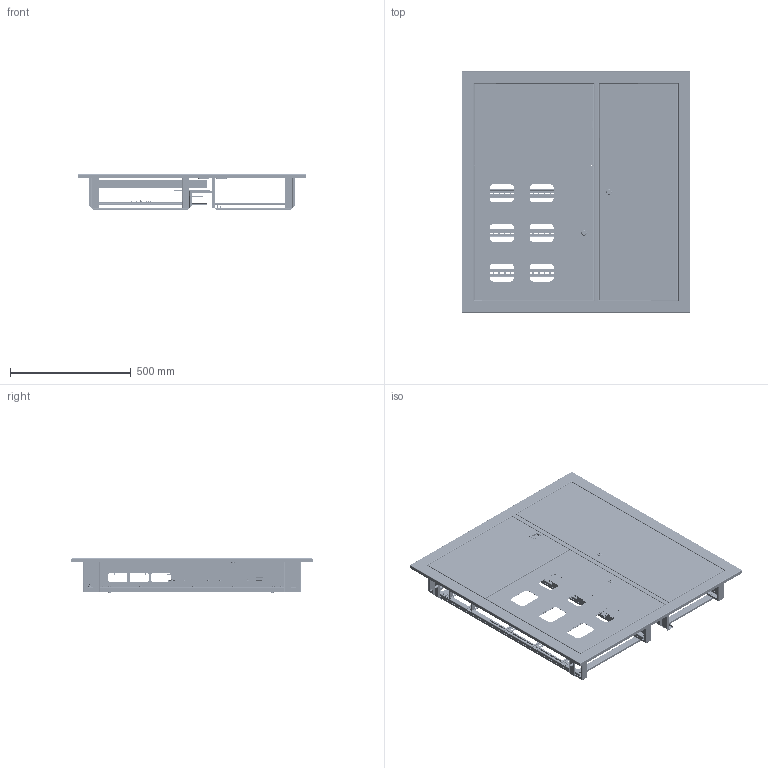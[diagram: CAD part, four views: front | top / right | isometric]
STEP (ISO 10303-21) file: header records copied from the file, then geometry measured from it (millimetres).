
FILE_DESCRIPTION (( 'STEP AP214' ), '1' );
FILE_NAME ('ÙÝ 6 êâ. (1000õ950õ150) IP31 EKF PROxima.STEP', '2025-06-02T06:58:08', ( '' ), ( '' ), 'SwSTEP 2.0', 'SolidWorks 2021', '' );
FILE_SCHEMA (( 'AUTOMOTIVE_DESIGN' ));
Length unit declared in the file: millimetre
Products named in the file (53): pan head cross recess screw_din_ISO 7045 - M4 x 16 - Z --- 16N; ÌÈ-2414.04.00.001 Äâåðü ñèëîâàÿ; ÙÝ 6 êâ. (1000õ950õ150) IP31 EKF PROxima; ﾌﾈ-2414.02.00.001 ﾄ粢 珮ⅳⅸ浯; pan head cross recess screw_din_ISO 7045 - M4 x 6 - Z --- 6N; 昈-2414.01.00.000 扻豵鵨 捘; ÌÈ-2414.01.00.002 Ñòåíêà áîêîâàÿ; ÌÈ-2414.04.00.000 Äâåðü ñèëîâàÿ ÑÁ; DIN-ðåéêà2_L=420 (!); DIN-ðåéêà 402 ÙÝ; ÌÈ-2414.01.00.008 Äåðæàòåëü äâåðè; pan head cross recess screw_din_DIN EN ISO 7045 - M6 x 20 - Z - 20N; Çàêëåïêà ãàå÷íàÿ Ì4; Øèíà N, PE 12 îòâ.; ﾌﾈ-2414.02.00.000 ﾄ粢 珮ⅳⅸ浯 ﾑﾁ; ÌÈ-2414.05.00.002 Ðåéêà ãîðèçîíòàëüíàÿ; Çàêëåïêà ãàå÷íàÿ Ì6; ÌÈ-2414.05.00.001 Ðåéêà âåðòèêàëüíàÿ; hex flange nut_din_Hexagon Flange Nut DIN 6923 - M6 - N; ÌÈ-2414.01.01.000 Ïåðåãîðîäêà ÑÁ_-01; 230.V1 PF, Çàìîê-çàäâèæêà; ÌÈ-2414.05.00.003 Êðîíøòåéí ïîä äèí-ðåéêó; ÌÈ-1904.07.00.002 Êðîíøòåéí äâóõñòóïåí÷àòûé; Ãàå÷íàÿ çàêëåïêà Ì4; 昈-2414.01.00.003 栺樇罻; ÌÈ-2414.00.00.002 Ïðîñòàâêà; ÌÈ-1904.06.00.000 Èçîëÿòîð êàðáîëèòîâûé ñ ïðÿìûì è 1 ñòóïåí÷àòûì êðîíøòåéíîì; 昈-2414.01.00.003-01 栺樇罻; 倘-2414.07.00.001 脏朦囗咫黖6. 寛-2414.00.00.001-04; Êðîíøòåéí 40õ40; ÌÈ-2414.01.00.001 Ñòåíêà áîêîâàÿ; pan head cross recess screw_din_DIN EN ISO 7045 - M6 x 16 - Z - 16N; ﾊ瑩傔2 筧ｯ; pan head cross recess screw_din_ISO 7045 - M4 x 10 - Z --- 10N; ÌÈ-2414.01.01.002 Øâåëëåð; ÌÈ-1904.06.00.001 Êðîíøòåéí ïðÿìîé; Çàêëåïêà ãàå÷íàÿ Ì8; 昈-2414.01.00.004 砑僔蠂縺; ÌÈ-1904.07.00.001 Êðîíøòåéí îäíîñòóïåí÷àòûé; ﾌﾈ-2414.01.00.007 ﾊ煇鳫 ...
Assembly tree (142 placements, depth 4):
  ÙÝ 6 êâ. (1000õ950õ150) IP31 EKF PROxima
    昈-2414.01.00.000 扻豵鵨 捘
      ÌÈ-2414.01.00.002 Ñòåíêà áîêîâàÿ
      ÌÈ-2414.01.00.001 Ñòåíêà áîêîâàÿ
      昈-2414.01.00.003 栺樇罻
      ÌÈ-2414.01.01.000 Ïåðåãîðîäêà ÑÁ_-01
        昈-2414.01.01.001 盷謥蜦豂儆趌-01
        Êðîíøòåéí 40õ40  x3
        ÌÈ-2414.01.01.002 Øâåëëåð
      昈-2414.01.00.003-01 栺樇罻
      昈-2414.01.00.004 砑僔蠂縺  x4
      ÌÈ-2414.01.00.008 Äåðæàòåëü äâåðè
      ÌÈ-2414.01.00.006 Óñèëèòåëü êàáåëüíûé    x2
      Çàêëåïêà ãàå÷íàÿ Ì8  x4
      Øïèëüêà Ì6õ12  x4
      ﾌﾈ-2414.01.00.007 ﾊ煇鳫  x3
      Çàêëåïêà ãàå÷íàÿ Ì6  x4
    ﾌﾈ-2414.02.00.000 ﾄ粢 珮ⅳⅸ浯 ﾑﾁ
      ﾌﾈ-2414.02.00.001 ﾄ粢 珮ⅳⅸ浯
      Çàêëåïêà ãàå÷íàÿ Ì4  x2
      Çàìîê ïî÷òîâûé
      Øïèëüêà Ì6õ12
    ÌÈ-2414.04.00.000 Äâåðü ñèëîâàÿ ÑÁ
      Çàêëåïêà ãàå÷íàÿ Ì4  x2
      ÌÈ-2414.04.00.001 Äâåðü ñèëîâàÿ
      Øïèëüêà Ì6õ12
      230.V1 PF, Çàìîê-çàäâèæêà
    ��-2414.03.00.000 ����� ����� ��_6 ��. ��-2414.03.00.000-04 ����� ��� ��
      ﾌﾈ-2414.03.00.001 ﾄ粢 褪濱6 ｪ｢. 決-2414.03.00.001-04 ┐･瑟 肅･笄
      Çàìîê ïî÷òîâûé
      Çàêëåïêà ãàå÷íàÿ Ì4  x2
      Øïèëüêà Ì6õ12
    pan head cross recess screw_din_ISO 7045 - M4 x 16 - Z --- 16N  x4
    cross ph tapping 968_din_Screw DIN 968-ST4.2x13-C-H-N  x4
    DIN-ðåéêà2_L=420 (!)  x2
    pan head cross recess screw_din_DIN EN ISO 7045 - M6 x 20 - Z - 20N  x8
    hex flange nut_din_Hexagon Flange Nut DIN 6923 - M6 - N  x4
    倘-2414.07.00.001 脏朦囗咫黖6. 寛-2414.00.00.001-04
    ��-2414.05.00.000 ���� ��������� ��_5,6��. ��-2413.05.00.000-03 ���� ���⠦��� ��
      ÌÈ-2414.05.00.001 Ðåéêà âåðòèêàëüíàÿ  x2
      ÌÈ-2414.05.00.002 Ðåéêà ãîðèçîíòàëüíàÿ
      pan head cross recess screw_din_DIN EN ISO 7045 - M6 x 16 - Z - 16N  x12
      hex flange nut_din_Hexagon Flange Nut DIN 6923 - M6 - N  x12
      DIN-ðåéêà 402 ÙÝ  x5
      ÌÈ-2414.05.00.003 Êðîíøòåéí ïîä äèí-ðåéêó  x4
      ÌÈ-1904.06.00.000 Èçîëÿòîð êàðáîëèòîâûé ñ ïðÿìûì è 1 ñòóïåí÷àòûì êðîíøòåéíîì
        Çàæèì äëÿ ïðîâîäíèêîâ ïèòàþùåé öåïè_1
        ÌÈ-1904.06.00.001 Êðîíøòåéí ïðÿìîé
        ÌÈ-1904.07.00.001 Êðîíøòåéí îäíîñòóïåí÷àòûé
        Ãàå÷íàÿ çàêëåïêà Ì4  x2
        pan head cross recess screw_din_ISO 7045 - M4 x 10 - Z --- 10N  x2
      ÌÈ-1904.07.00.000 Èçîëÿòîð êàðáîëèòîâûé 1 ñòóïåí÷àòûì  è 2õ ñòóïåí÷àòûì êðîíøòåéíàìè
        Çàæèì äëÿ ïðîâîäíèêîâ ïèòàþùåé öåïè_1
        ÌÈ-1904.07.00.001 Êðîíøòåéí îäíîñòóïåí÷àòûé
        ÌÈ-1904.07.00.002 Êðîíøòåéí äâóõñòóïåí÷àòûé
        Ãàå÷íàÿ çàêëåïêà Ì4  x2
        pan head cross recess screw_din_DIN EN ISO 7045 - M4 x 16 - Z - 16N
        pan head cross recess screw_din_ISO 7045 - M4 x 6 - Z --- 6N
      ÌÈ-2414.06.00.00 Èçîëÿòîð êàðáîëèòîâûé 3õ ñòóïåí÷àòûì  è 2õ ñòóïåí÷àòûì êðîíøòåéíàìè
        Çàæèì äëÿ ïðîâîäíèêîâ ïèòàþùåé öåïè_1
Bounding box: 950 x 1000 x 153 mm (x, y, z)
Volume: 2004495.9 mm3; surface area: 4273643.2 mm2
Topology: 133 solids, 133 shells, 5622 faces, 13774 edges, 8459 vertices
Faces by surface type: plane 2818, cylinder 1744, cone 532, torus 268, bspline 190, sphere 70
Entity records: 74111 total; most frequent: CARTESIAN_POINT 17035, DIRECTION 11608, ORIENTED_EDGE 11080, EDGE_CURVE 5540, AXIS2_PLACEMENT_3D 4074, LINE 3460, VECTOR 3460, VERTEX_POINT 3417
